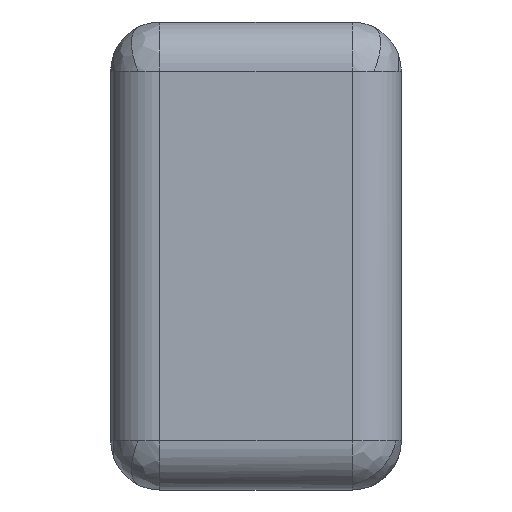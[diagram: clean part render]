
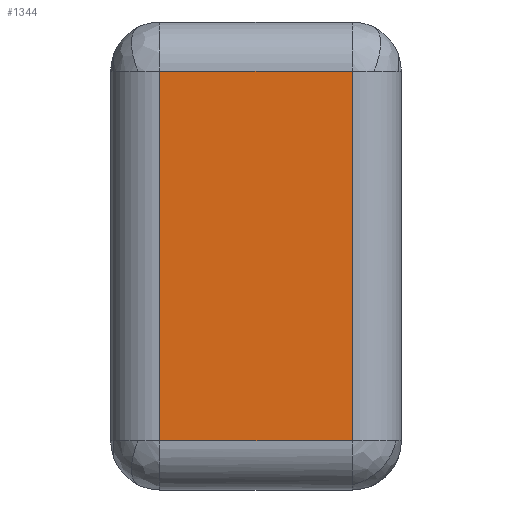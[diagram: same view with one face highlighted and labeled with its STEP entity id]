
A CAD part, front view. The second image highlights one B-rep face of the part: STEP entity #1344.
In plain terms, the highlighted planar face has unit normal (0, -1, 0).
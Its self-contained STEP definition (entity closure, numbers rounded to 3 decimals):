
#136 = CARTESIAN_POINT ( 'NONE',  ( -3.082, 0., 3.389 ) ) ;
#210 = VECTOR ( 'NONE', #3149, 1000. ) ;
#273 = ORIENTED_EDGE ( 'NONE', *, *, #1087, .T. ) ;
#426 = LINE ( 'NONE', #1841, #1823 ) ;
#557 = FACE_OUTER_BOUND ( 'NONE', #2563, .T. ) ;
#686 = LINE ( 'NONE', #2357, #1672 ) ;
#773 = DIRECTION ( 'NONE',  ( 1., 0., 0. ) ) ;
#1073 = EDGE_CURVE ( 'NONE', #2211, #2871, #2870, .T. ) ;
#1087 = EDGE_CURVE ( 'NONE', #3115, #3147, #686, .T. ) ;
#1282 = CARTESIAN_POINT ( 'NONE',  ( -1.132, 0., -0.361 ) ) ;
#1300 = CARTESIAN_POINT ( 'NONE',  ( 0.818, 0., 3.389 ) ) ;
#1344 = ADVANCED_FACE ( 'NONE', ( #557 ), #3040, .T. ) ;
#1419 = DIRECTION ( 'NONE',  ( -1., 0., 0. ) ) ;
#1445 = EDGE_CURVE ( 'NONE', #3147, #2871, #426, .T. ) ;
#1526 = DIRECTION ( 'NONE',  ( 1., 0., 0. ) ) ;
#1546 = LINE ( 'NONE', #3094, #1557 ) ;
#1557 = VECTOR ( 'NONE', #1526, 1000. ) ;
#1563 = AXIS2_PLACEMENT_3D ( 'NONE', #1282, #2095, #773 ) ;
#1672 = VECTOR ( 'NONE', #2674, 1000. ) ;
#1736 = ORIENTED_EDGE ( 'NONE', *, *, #1073, .F. ) ;
#1823 = VECTOR ( 'NONE', #1419, 1000. ) ;
#1841 = CARTESIAN_POINT ( 'NONE',  ( -1.132, 0., 3.389 ) ) ;
#1972 = CARTESIAN_POINT ( 'NONE',  ( 0.818, 0., -4.111 ) ) ;
#2001 = CARTESIAN_POINT ( 'NONE',  ( -3.082, 0., -4.111 ) ) ;
#2095 = DIRECTION ( 'NONE',  ( 0., -1., 0. ) ) ;
#2164 = CARTESIAN_POINT ( 'NONE',  ( -3.082, 0., -2.736 ) ) ;
#2211 = VERTEX_POINT ( 'NONE', #2001 ) ;
#2357 = CARTESIAN_POINT ( 'NONE',  ( 0.818, 0., -0.361 ) ) ;
#2515 = ORIENTED_EDGE ( 'NONE', *, *, #3208, .T. ) ;
#2563 = EDGE_LOOP ( 'NONE', ( #2515, #273, #3110, #1736 ) ) ;
#2674 = DIRECTION ( 'NONE',  ( 0., 0., 1. ) ) ;
#2870 = LINE ( 'NONE', #2164, #210 ) ;
#2871 = VERTEX_POINT ( 'NONE', #136 ) ;
#3040 = PLANE ( 'NONE',  #1563 ) ;
#3094 = CARTESIAN_POINT ( 'NONE',  ( -1.132, 0., -4.111 ) ) ;
#3110 = ORIENTED_EDGE ( 'NONE', *, *, #1445, .T. ) ;
#3115 = VERTEX_POINT ( 'NONE', #1972 ) ;
#3147 = VERTEX_POINT ( 'NONE', #1300 ) ;
#3149 = DIRECTION ( 'NONE',  ( 0., 0., 1. ) ) ;
#3208 = EDGE_CURVE ( 'NONE', #2211, #3115, #1546, .T. ) ;
